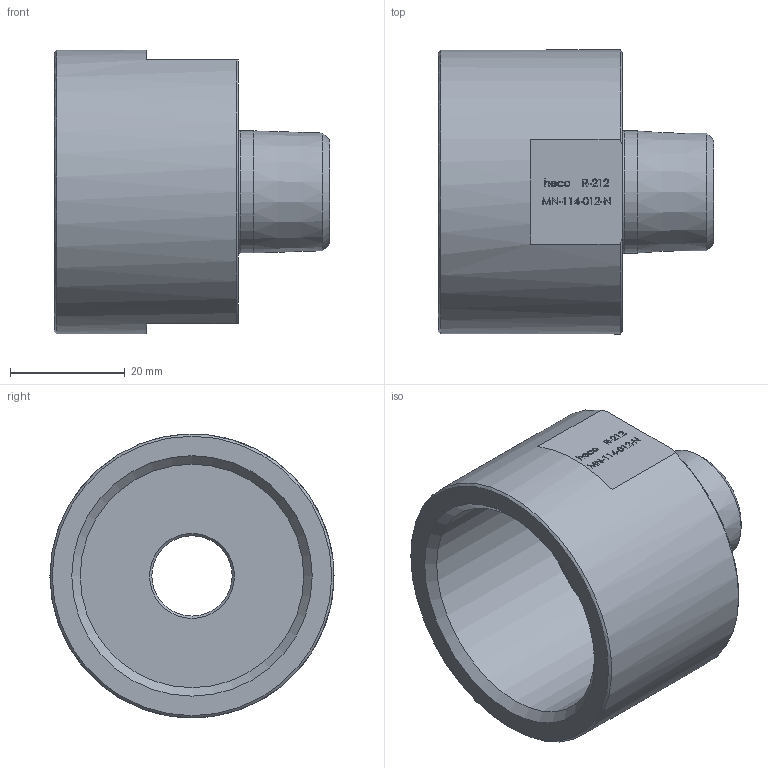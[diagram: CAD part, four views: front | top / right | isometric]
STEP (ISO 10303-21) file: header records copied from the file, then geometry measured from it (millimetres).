
FILE_DESCRIPTION (( 'STEP AP214' ), '1' );
FILE_NAME ('MN-114-012-N R-212 Reduzierstück 2011.STEP', '2020-11-11T10:46:15', ( '' ), ( '' ), 'SwSTEP 2.0', 'SolidWorks 2019', '' );
FILE_SCHEMA (( 'AUTOMOTIVE_DESIGN' ));
Length unit declared in the file: millimetre
Products named in the file (1): MN-114-012-N R-212 Reduzierstück 2011
Bounding box: 48 x 49.5 x 49.48 mm (x, y, z)
Volume: 29886.5 mm3; surface area: 13601.8 mm2
Topology: 1 solids, 1 shells, 242 faces, 630 edges, 418 vertices
Faces by surface type: plane 162, bspline 67, cone 8, cylinder 4, torus 1
Full cylindrical faces by diameter (mm): 14 x1, 21.267 x1, 38.952 x1, 49.5 x1
Entity records: 13441 total; most frequent: CARTESIAN_POINT 5587, ORIENTED_EDGE 1234, DIRECTION 851, EDGE_CURVE 617, VECTOR 459, LINE 459, VERTEX_POINT 416, EDGE_LOOP 283
